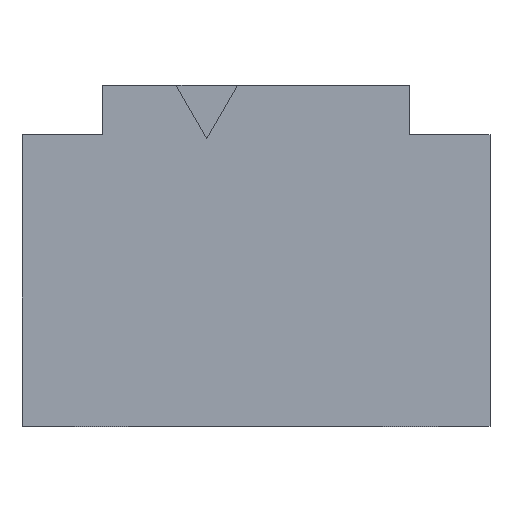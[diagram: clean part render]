
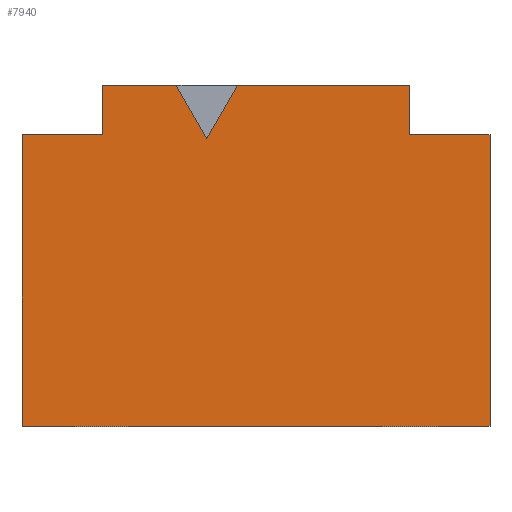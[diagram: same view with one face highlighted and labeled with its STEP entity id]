
A CAD part, top view. The second image highlights one B-rep face of the part: STEP entity #7940.
In plain terms, the highlighted planar face has unit normal (0, 0, 1).
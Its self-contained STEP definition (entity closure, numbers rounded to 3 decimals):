
#4760=CARTESIAN_POINT('',(18.65,-0.75,5.65));
#4770=VERTEX_POINT('',#4760);
#4850=CARTESIAN_POINT('',(18.9,-1.183,5.65));
#4860=VERTEX_POINT('',#4850);
#4890=CARTESIAN_POINT('',(20.007,-3.1,
5.65));
#4900=DIRECTION('',(-0.5,0.866,-0.));
#4910=VECTOR('',#4900,1.);
#4920=LINE('',#4890,#4910);
#4930=EDGE_CURVE('',#4860,#4770,#4920,.T.);
#6620=CARTESIAN_POINT('',(19.15,-0.75,5.65));
#6630=VERTEX_POINT('',#6620);
#6660=CARTESIAN_POINT('',(17.793,-3.1,
5.65));
#6670=DIRECTION('',(-0.5,-0.866,0.));
#6680=VECTOR('',#6670,1.);
#6690=LINE('',#6660,#6680);
#6700=EDGE_CURVE('',#6630,#4860,#6690,.T.);
#7150=CARTESIAN_POINT('',(27.3,-2.26,5.65));
#7160=DIRECTION('',(-0.,-0.,-1.));
#7170=DIRECTION('',(0.,-1.,0.));
#7180=AXIS2_PLACEMENT_3D('',#7150,#7160,#7170);
#7190=PLANE('',#7180);
#7200=CARTESIAN_POINT('',(20.55,-3.1,
5.65));
#7210=DIRECTION('',(0.,1.,0.));
#7220=VECTOR('',#7210,1.);
#7230=LINE('',#7200,#7220);
#7240=CARTESIAN_POINT('',(20.55,-1.15,
5.65));
#7250=VERTEX_POINT('',#7240);
#7260=CARTESIAN_POINT('',(20.55,-0.75,
5.65));
#7270=VERTEX_POINT('',#7260);
#7280=EDGE_CURVE('',#7250,#7270,#7230,.T.);
#7290=ORIENTED_EDGE('',*,*,#7280,.T.);
#7300=CARTESIAN_POINT('',(21.12,-1.15,
5.65));
#7310=DIRECTION('',(1.,0.,0.));
#7320=VECTOR('',#7310,1.);
#7330=LINE('',#7300,#7320);
#7340=CARTESIAN_POINT('',(21.2,-1.15,
5.65));
#7350=VERTEX_POINT('',#7340);
#7360=EDGE_CURVE('',#7250,#7350,#7330,.T.);
#7370=ORIENTED_EDGE('',*,*,#7360,.F.);
#7380=CARTESIAN_POINT('',(21.2,-1.15,
5.65));
#7390=DIRECTION('',(0.,-1.,0.));
#7400=VECTOR('',#7390,1.);
#7410=LINE('',#7380,#7400);
#7420=CARTESIAN_POINT('',(21.2,-3.52,
5.65));
#7430=VERTEX_POINT('',#7420);
#7440=EDGE_CURVE('',#7350,#7430,#7410,.T.);
#7450=ORIENTED_EDGE('',*,*,#7440,.F.);
#7460=CARTESIAN_POINT('',(24.9,-3.52,
5.65));
#7470=DIRECTION('',(-1.,0.,0.));
#7480=VECTOR('',#7470,1.);
#7490=LINE('',#7460,#7480);
#7500=CARTESIAN_POINT('',(17.4,-3.52,5.65));
#7510=VERTEX_POINT('',#7500);
#7520=EDGE_CURVE('',#7430,#7510,#7490,.T.);
#7530=ORIENTED_EDGE('',*,*,#7520,.F.);
#7540=CARTESIAN_POINT('',(17.4,-1.15,5.65));
#7550=DIRECTION('',(0.,-1.,0.));
#7560=VECTOR('',#7550,1.);
#7570=LINE('',#7540,#7560);
#7580=CARTESIAN_POINT('',(17.4,-1.15,5.65));
#7590=VERTEX_POINT('',#7580);
#7600=EDGE_CURVE('',#7590,#7510,#7570,.T.);
#7610=ORIENTED_EDGE('',*,*,#7600,.T.);
#7620=CARTESIAN_POINT('',(17.48,-1.15,5.65));
#7630=DIRECTION('',(-1.,0.,0.));
#7640=VECTOR('',#7630,1.);
#7650=LINE('',#7620,#7640);
#7660=CARTESIAN_POINT('',(18.05,-1.15,5.65));
#7670=VERTEX_POINT('',#7660);
#7680=EDGE_CURVE('',#7670,#7590,#7650,.T.);
#7690=ORIENTED_EDGE('',*,*,#7680,.T.);
#7700=CARTESIAN_POINT('',(18.05,-3.1,5.65));
#7710=DIRECTION('',(0.,1.,0.));
#7720=VECTOR('',#7710,1.);
#7730=LINE('',#7700,#7720);
#7740=CARTESIAN_POINT('',(18.05,-0.75,5.65));
#7750=VERTEX_POINT('',#7740);
#7760=EDGE_CURVE('',#7670,#7750,#7730,.T.);
#7770=ORIENTED_EDGE('',*,*,#7760,.F.);
#7780=CARTESIAN_POINT('',(18.5,-0.75,5.65));
#7790=DIRECTION('',(-1.,0.,0.));
#7800=VECTOR('',#7790,1.);
#7810=LINE('',#7780,#7800);
#7820=EDGE_CURVE('',#4770,#7750,#7810,.T.);
#7830=ORIENTED_EDGE('',*,*,#7820,.T.);
#7840=ORIENTED_EDGE('',*,*,#4930,.T.);
#7850=ORIENTED_EDGE('',*,*,#6700,.T.);
#7860=CARTESIAN_POINT('',(28.1,-0.75,5.65));
#7870=DIRECTION('',(-1.,0.,0.));
#7880=VECTOR('',#7870,1.);
#7890=LINE('',#7860,#7880);
#7900=EDGE_CURVE('',#7270,#6630,#7890,.T.);
#7910=ORIENTED_EDGE('',*,*,#7900,.T.);
#7920=EDGE_LOOP('',(#7910,#7850,#7840,#7830,#7770,#7690,#7610,#7530,
#7450,#7370,#7290));
#7930=FACE_OUTER_BOUND('',#7920,.T.);
#7940=ADVANCED_FACE('',(#7930),#7190,.F.);
